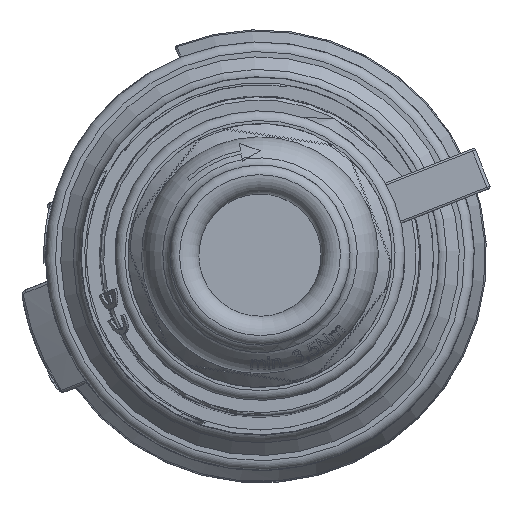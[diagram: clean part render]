
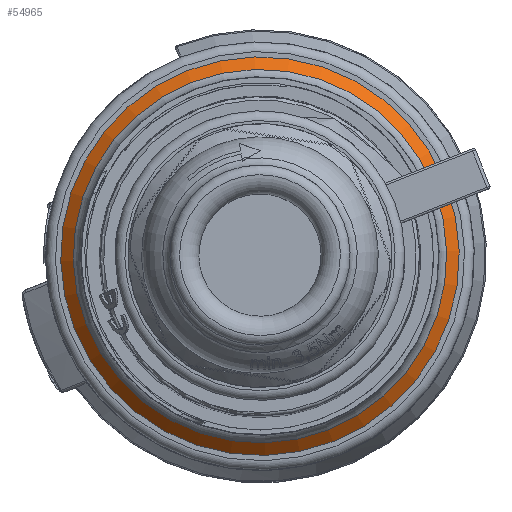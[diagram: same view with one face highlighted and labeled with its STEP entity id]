
A CAD part, top view. The second image highlights one B-rep face of the part: STEP entity #54965.
In plain terms, the highlighted conical face has half-angle 45 degrees and reference radius 29.848 mm.
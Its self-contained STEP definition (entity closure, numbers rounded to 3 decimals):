
#723=CONICAL_SURFACE('',#58019,29.848,0.785);
#3783=CIRCLE('',#58016,29.022);
#3786=CIRCLE('',#58020,30.974);
#4492=FACE_OUTER_BOUND('',#7468,.T.);
#7468=EDGE_LOOP('',(#34926,#34927,#34928,#34929));
#14200=LINE('',#69078,#17430);
#17430=VECTOR('',#60361,29.636);
#20744=VERTEX_POINT('',#69070);
#20746=VERTEX_POINT('',#69076);
#26404=EDGE_CURVE('',#20744,#20744,#3783,.T.);
#26407=EDGE_CURVE('',#20746,#20746,#3786,.T.);
#26408=EDGE_CURVE('',#20746,#20744,#14200,.T.);
#34926=ORIENTED_EDGE('',*,*,#26407,.F.);
#34927=ORIENTED_EDGE('',*,*,#26408,.T.);
#34928=ORIENTED_EDGE('',*,*,#26404,.F.);
#34929=ORIENTED_EDGE('',*,*,#26408,.F.);
#54965=ADVANCED_FACE('',(#4492),#723,.T.);
#58016=AXIS2_PLACEMENT_3D('',#69071,#60351,#60352);
#58019=AXIS2_PLACEMENT_3D('',#69075,#60357,#60358);
#58020=AXIS2_PLACEMENT_3D('',#69077,#60359,#60360);
#60351=DIRECTION('center_axis',(0.,0.,
1.));
#60352=DIRECTION('ref_axis',(0.367,-0.93,0.));
#60357=DIRECTION('center_axis',(0.,0.,
-1.));
#60358=DIRECTION('ref_axis',(0.367,-0.93,0.));
#60359=DIRECTION('center_axis',(0.,0.,
-1.));
#60360=DIRECTION('ref_axis',(0.367,-0.93,0.));
#60361=DIRECTION('',(0.259,-0.658,0.707));
#69070=CARTESIAN_POINT('',(-10.636,27.002,12.053));
#69071=CARTESIAN_POINT('Origin',(0.,0.,
12.053));
#69075=CARTESIAN_POINT('Origin',(0.,0.,
11.226));
#69076=CARTESIAN_POINT('',(-11.352,28.819,10.1));
#69077=CARTESIAN_POINT('Origin',(0.,0.,
10.1));
#69078=CARTESIAN_POINT('',(-10.939,27.771,11.226));
